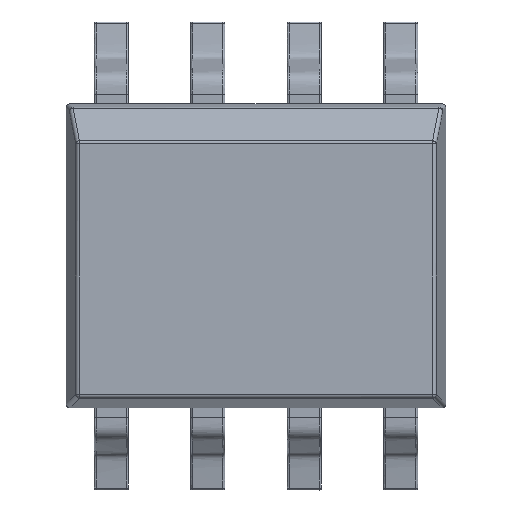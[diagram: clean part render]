
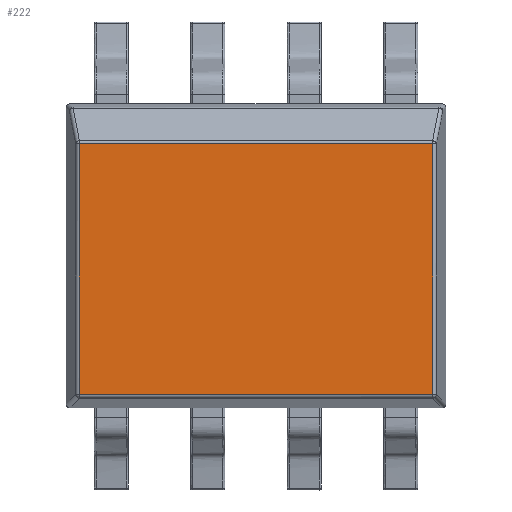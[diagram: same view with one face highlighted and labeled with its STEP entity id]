
A CAD part, top view. The second image highlights one B-rep face of the part: STEP entity #222.
In plain terms, the highlighted planar face has unit normal (0, 0, 1).
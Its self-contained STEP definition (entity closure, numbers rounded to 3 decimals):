
#222=ADVANCED_FACE('',(#624),#11155,.T.);
#624=FACE_OUTER_BOUND('',#1026,.T.);
#1026=EDGE_LOOP('',(#1474,#1475,#1476,#1477));
#1474=ORIENTED_EDGE('',*,*,#7655,.T.);
#1475=ORIENTED_EDGE('',*,*,#7656,.T.);
#1476=ORIENTED_EDGE('',*,*,#7657,.T.);
#1477=ORIENTED_EDGE('',*,*,#7658,.T.);
#3560=PCURVE('',#11155,#5198);
#3561=PCURVE('',#11155,#5199);
#3562=PCURVE('',#11155,#5200);
#3563=PCURVE('',#11155,#5201);
#3585=PCURVE('',#10873,#5223);
#3629=PCURVE('',#10884,#5267);
#3658=PCURVE('',#10891,#5296);
#3690=PCURVE('',#10899,#5328);
#5198=DEFINITIONAL_REPRESENTATION('',(#8509),#28978);
#5199=DEFINITIONAL_REPRESENTATION('',(#8511),#28978);
#5200=DEFINITIONAL_REPRESENTATION('',(#8513),#28978);
#5201=DEFINITIONAL_REPRESENTATION('',(#8515),#28978);
#5223=DEFINITIONAL_REPRESENTATION('',(#8541),#28978);
#5267=DEFINITIONAL_REPRESENTATION('',(#8585),#28978);
#5296=DEFINITIONAL_REPRESENTATION('',(#8614),#28978);
#5328=DEFINITIONAL_REPRESENTATION('',(#8646),#28978);
#6836=SURFACE_CURVE('',#8508,(#3560,#3690),.PCURVE_S1.);
#6837=SURFACE_CURVE('',#8510,(#3561,#3585),.PCURVE_S1.);
#6838=SURFACE_CURVE('',#8512,(#3562,#3658),.PCURVE_S1.);
#6839=SURFACE_CURVE('',#8514,(#3563,#3629),.PCURVE_S1.);
#7655=EDGE_CURVE('',#10483,#10484,#6836,.T.);
#7656=EDGE_CURVE('',#10484,#10485,#6837,.T.);
#7657=EDGE_CURVE('',#10485,#10486,#6838,.T.);
#7658=EDGE_CURVE('',#10486,#10483,#6839,.T.);
#8508=B_SPLINE_CURVE_WITH_KNOTS('',1,(#12028,#12029),.UNSPECIFIED.,.F.,.F.,
(2,2),(0.042,4.694),.UNSPECIFIED.);
#8509=B_SPLINE_CURVE_WITH_KNOTS('',3,(#12030,#12031,#12032,#12033),
 .UNSPECIFIED.,.F.,.F.,(4,4),(0.042,4.694),
 .UNSPECIFIED.);
#8510=B_SPLINE_CURVE_WITH_KNOTS('',1,(#12034,#12035),.UNSPECIFIED.,.F.,.F.,
(2,2),(-3.326,-0.022),.UNSPECIFIED.);
#8511=B_SPLINE_CURVE_WITH_KNOTS('',3,(#12036,#12037,#12038,#12039),
 .UNSPECIFIED.,.F.,.F.,(4,4),(-3.326,-0.022),
 .UNSPECIFIED.);
#8512=B_SPLINE_CURVE_WITH_KNOTS('',1,(#12040,#12041),.UNSPECIFIED.,.F.,.F.,
(2,2),(0.042,4.694),.UNSPECIFIED.);
#8513=B_SPLINE_CURVE_WITH_KNOTS('',3,(#12042,#12043,#12044,#12045),
 .UNSPECIFIED.,.F.,.F.,(4,4),(0.042,4.694),
 .UNSPECIFIED.);
#8514=B_SPLINE_CURVE_WITH_KNOTS('',1,(#12046,#12047),.UNSPECIFIED.,.F.,.F.,
(2,2),(-3.346,-0.042),.UNSPECIFIED.);
#8515=B_SPLINE_CURVE_WITH_KNOTS('',3,(#12048,#12049,#12050,#12051),
 .UNSPECIFIED.,.F.,.F.,(4,4),(-3.346,-0.042),
 .UNSPECIFIED.);
#8541=B_SPLINE_CURVE_WITH_KNOTS('',1,(#12137,#12138),.UNSPECIFIED.,.F.,.F.,
(2,2),(-3.326,-0.022),.UNSPECIFIED.);
#8585=B_SPLINE_CURVE_WITH_KNOTS('',1,(#12291,#12292),.UNSPECIFIED.,.F.,.F.,
(2,2),(-3.346,-0.042),.UNSPECIFIED.);
#8614=B_SPLINE_CURVE_WITH_KNOTS('',1,(#12391,#12392),.UNSPECIFIED.,.F.,.F.,
(2,2),(0.042,4.694),.UNSPECIFIED.);
#8646=B_SPLINE_CURVE_WITH_KNOTS('',1,(#12503,#12504),.UNSPECIFIED.,.F.,.F.,
(2,2),(0.042,4.694),.UNSPECIFIED.);
#10483=VERTEX_POINT('',#11696);
#10484=VERTEX_POINT('',#11697);
#10485=VERTEX_POINT('',#11698);
#10486=VERTEX_POINT('',#11699);
#10873=(
BOUNDED_SURFACE()
B_SPLINE_SURFACE(2,1,((#11318,#11319),(#11320,#11321),(#11322,#11323)),
 .UNSPECIFIED.,.F.,.F.,.F.)
B_SPLINE_SURFACE_WITH_KNOTS((3,3),(2,2),(0.,0.07),(-1.01,
4.378),.UNSPECIFIED.)
GEOMETRIC_REPRESENTATION_ITEM()
RATIONAL_B_SPLINE_SURFACE(((1.,1.),(0.766,0.766),
(1.,1.)))
REPRESENTATION_ITEM('')
SURFACE()
);
#10884=(
BOUNDED_SURFACE()
B_SPLINE_SURFACE(2,1,((#11384,#11385),(#11386,#11387),(#11388,#11389)),
 .UNSPECIFIED.,.F.,.F.,.F.)
B_SPLINE_SURFACE_WITH_KNOTS((3,3),(2,2),(0.,0.07),(-1.01,
4.368),.UNSPECIFIED.)
GEOMETRIC_REPRESENTATION_ITEM()
RATIONAL_B_SPLINE_SURFACE(((1.,1.),(0.766,0.766),
(1.,1.)))
REPRESENTATION_ITEM('')
SURFACE()
);
#10891=(
BOUNDED_SURFACE()
B_SPLINE_SURFACE(1,2,((#11426,#11427,#11428),(#11429,#11430,#11431)),
 .UNSPECIFIED.,.F.,.F.,.F.)
B_SPLINE_SURFACE_WITH_KNOTS((2,2),(3,3),(-1.01,5.746),
(0.,0.042),.UNSPECIFIED.)
GEOMETRIC_REPRESENTATION_ITEM()
RATIONAL_B_SPLINE_SURFACE(((1.,0.915,1.),(1.,0.915,
1.)))
REPRESENTATION_ITEM('')
SURFACE()
);
#10899=(
BOUNDED_SURFACE()
B_SPLINE_SURFACE(1,2,((#11474,#11475,#11476),(#11477,#11478,#11479)),
 .UNSPECIFIED.,.F.,.F.,.F.)
B_SPLINE_SURFACE_WITH_KNOTS((2,2),(3,3),(-1.,5.746),(0.,0.07),
 .UNSPECIFIED.)
GEOMETRIC_REPRESENTATION_ITEM()
RATIONAL_B_SPLINE_SURFACE(((1.,0.766,1.),(1.,0.766,
1.)))
REPRESENTATION_ITEM('')
SURFACE()
);
#11155=PLANE('',#11212);
#11212=AXIS2_PLACEMENT_3D('',#11292,#11252,$);
#11252=DIRECTION('',(0.,0.,1.));
#11292=CARTESIAN_POINT('',(-2.415,-1.901,2.));
#11318=CARTESIAN_POINT('',(2.375,2.51,1.959));
#11319=CARTESIAN_POINT('',(2.375,-2.878,1.959));
#11320=CARTESIAN_POINT('',(2.368,2.51,2.));
#11321=CARTESIAN_POINT('',(2.368,-2.878,2.));
#11322=CARTESIAN_POINT('',(2.326,2.51,2.));
#11323=CARTESIAN_POINT('',(2.326,-2.878,2.));
#11384=CARTESIAN_POINT('',(-2.375,-2.878,1.959));
#11385=CARTESIAN_POINT('',(-2.375,2.5,1.959));
#11386=CARTESIAN_POINT('',(-2.368,-2.878,2.));
#11387=CARTESIAN_POINT('',(-2.368,2.5,2.));
#11388=CARTESIAN_POINT('',(-2.326,-2.878,2.));
#11389=CARTESIAN_POINT('',(-2.326,2.5,2.));
#11426=CARTESIAN_POINT('',(3.378,1.515,1.984));
#11427=CARTESIAN_POINT('',(3.378,1.5,2.));
#11428=CARTESIAN_POINT('',(3.378,1.478,2.));
#11429=CARTESIAN_POINT('',(-3.378,1.515,1.984));
#11430=CARTESIAN_POINT('',(-3.378,1.5,2.));
#11431=CARTESIAN_POINT('',(-3.378,1.478,2.));
#11474=CARTESIAN_POINT('',(-3.368,-1.875,1.959));
#11475=CARTESIAN_POINT('',(-3.368,-1.868,2.));
#11476=CARTESIAN_POINT('',(-3.368,-1.826,2.));
#11477=CARTESIAN_POINT('',(3.378,-1.875,1.959));
#11478=CARTESIAN_POINT('',(3.378,-1.868,2.));
#11479=CARTESIAN_POINT('',(3.378,-1.826,2.));
#11696=CARTESIAN_POINT('',(-2.326,-1.826,2.));
#11697=CARTESIAN_POINT('',(2.326,-1.826,2.));
#11698=CARTESIAN_POINT('',(2.326,1.478,2.));
#11699=CARTESIAN_POINT('',(-2.326,1.478,2.));
#12028=CARTESIAN_POINT('',(-2.326,-1.826,2.));
#12029=CARTESIAN_POINT('',(2.326,-1.826,2.));
#12030=CARTESIAN_POINT('',(0.042,-3.326));
#12031=CARTESIAN_POINT('',(1.592,-3.326));
#12032=CARTESIAN_POINT('',(3.143,-3.326));
#12033=CARTESIAN_POINT('',(4.694,-3.326));
#12034=CARTESIAN_POINT('',(2.326,-1.826,2.));
#12035=CARTESIAN_POINT('',(2.326,1.478,2.));
#12036=CARTESIAN_POINT('',(4.694,-3.326));
#12037=CARTESIAN_POINT('',(4.694,-2.225));
#12038=CARTESIAN_POINT('',(4.694,-1.123));
#12039=CARTESIAN_POINT('',(4.694,-0.022));
#12040=CARTESIAN_POINT('',(2.326,1.478,2.));
#12041=CARTESIAN_POINT('',(-2.326,1.478,2.));
#12042=CARTESIAN_POINT('',(4.694,-0.022));
#12043=CARTESIAN_POINT('',(3.143,-0.022));
#12044=CARTESIAN_POINT('',(1.592,-0.022));
#12045=CARTESIAN_POINT('',(0.042,-0.022));
#12046=CARTESIAN_POINT('',(-2.326,1.478,2.));
#12047=CARTESIAN_POINT('',(-2.326,-1.826,2.));
#12048=CARTESIAN_POINT('',(0.042,-0.022));
#12049=CARTESIAN_POINT('',(0.042,-1.123));
#12050=CARTESIAN_POINT('',(0.042,-2.225));
#12051=CARTESIAN_POINT('',(0.042,-3.326));
#12137=CARTESIAN_POINT('',(0.07,3.326));
#12138=CARTESIAN_POINT('',(0.07,0.022));
#12291=CARTESIAN_POINT('',(0.07,3.346));
#12292=CARTESIAN_POINT('',(0.07,0.042));
#12391=CARTESIAN_POINT('',(0.042,0.042));
#12392=CARTESIAN_POINT('',(4.694,0.042));
#12503=CARTESIAN_POINT('',(0.042,0.07));
#12504=CARTESIAN_POINT('',(4.694,0.07));
#28978=(
GEOMETRIC_REPRESENTATION_CONTEXT(2)
PARAMETRIC_REPRESENTATION_CONTEXT()
REPRESENTATION_CONTEXT('pspace','')
);
